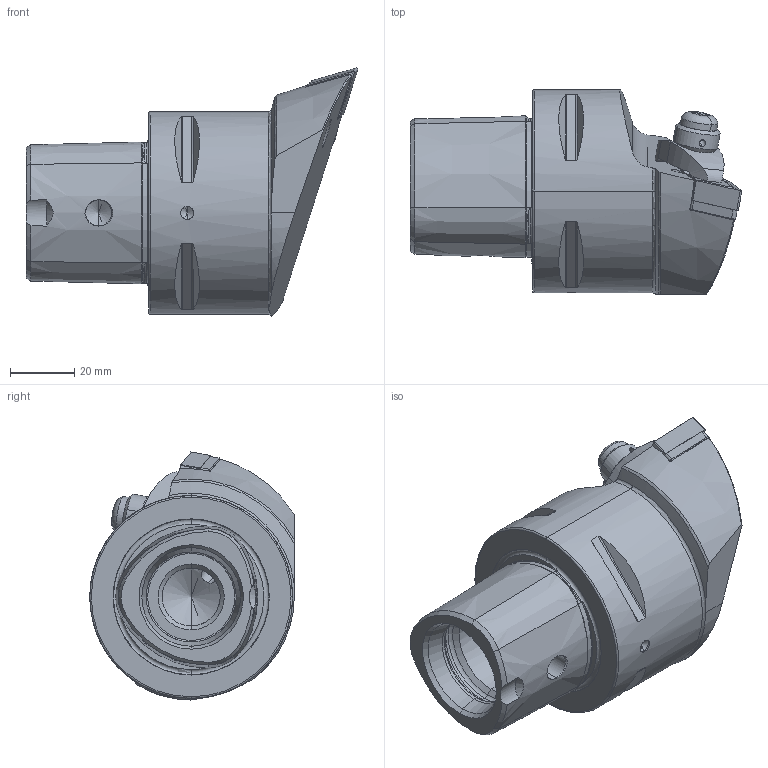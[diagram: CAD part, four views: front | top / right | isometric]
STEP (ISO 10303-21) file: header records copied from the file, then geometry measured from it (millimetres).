
FILE_DESCRIPTION (( 'STEP AP203' ), '1' );
FILE_NAME ('PS6-KDF.LHA.065.STEP', '2013-06-24T08:34:20', ( 'baer' ), ( 'Hewlett-Packard Company' ), 'SwSTEP 2.0', 'SolidWorks 2012', '' );
FILE_SCHEMA (( 'CONFIG_CONTROL_DESIGN' ));
Length unit declared in the file: millimetre
Products named in the file (10): PS6-KDF.LHA.065; ISO 13337 - 3 x 12_PreviewCfg; WCC-ER3.102.024_C; WCC-ER5.102.005_A; DNMG150604; WCC-ER5.102.012_B; WDF-ER2.101.003_A; WCC-ER4.103.032_A; KVT_MB_600_060; PS6-KDF.LHA.065_A
Assembly tree (9 placements, depth 2):
  PS6-KDF.LHA.065
    PS6-KDF.LHA.065_A
    KVT_MB_600_060
    WCC-ER4.103.032_A
    WDF-ER2.101.003_A
    WCC-ER5.102.012_B
    DNMG150604
    WCC-ER5.102.005_A
    WCC-ER3.102.024_C
    ISO 13337 - 3 x 12_PreviewCfg
Bounding box: 103 x 63.5 x 77 mm (x, y, z)
Volume: 167482.1 mm3; surface area: 32899 mm2
Topology: 10 solids, 10 shells, 394 faces, 952 edges, 569 vertices
Faces by surface type: cone 119, cylinder 112, plane 92, torus 56, bspline 13, sphere 2
Entity records: 13788 total; most frequent: CARTESIAN_POINT 3808, DIRECTION 1902, ORIENTED_EDGE 1862, EDGE_CURVE 931, AXIS2_PLACEMENT_3D 777, VERTEX_POINT 566, EDGE_LOOP 425, FACE_OUTER_BOUND 394
